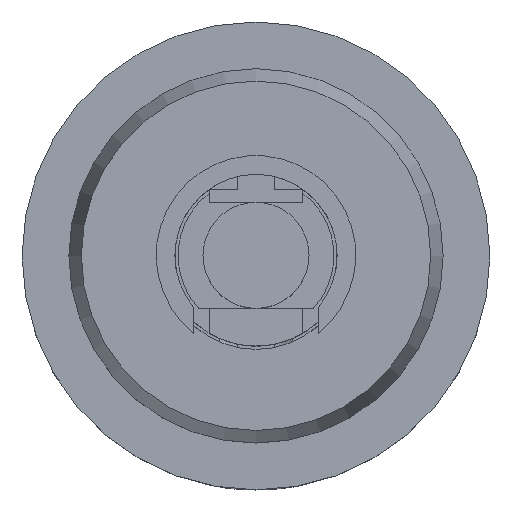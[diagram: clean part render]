
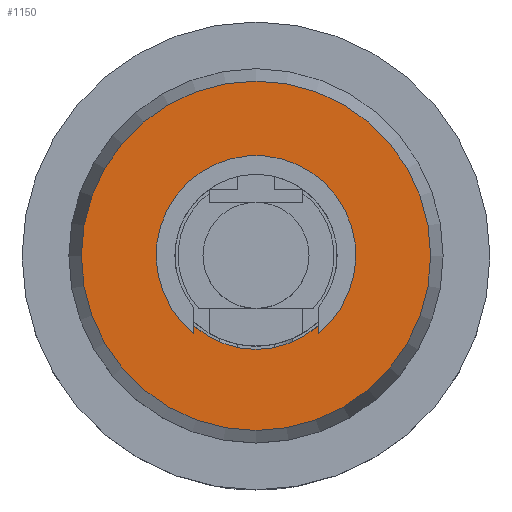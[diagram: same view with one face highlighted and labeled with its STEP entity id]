
A CAD part, top view. The second image highlights one B-rep face of the part: STEP entity #1150.
In plain terms, the highlighted planar face has unit normal (0, 0, 1).
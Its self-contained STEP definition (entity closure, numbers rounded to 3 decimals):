
#26=FACE_BOUND('',#231,.T.);
#103=CIRCLE('',#1274,28.);
#106=CIRCLE('',#1279,15.);
#167=FACE_OUTER_BOUND('',#230,.T.);
#230=EDGE_LOOP('',(#1006));
#231=EDGE_LOOP('',(#1007));
#545=VERTEX_POINT('',#1995);
#548=VERTEX_POINT('',#2005);
#699=EDGE_CURVE('',#545,#545,#103,.T.);
#704=EDGE_CURVE('',#548,#548,#106,.T.);
#1006=ORIENTED_EDGE('',*,*,#699,.F.);
#1007=ORIENTED_EDGE('',*,*,#704,.T.);
#1092=PLANE('',#1278);
#1150=ADVANCED_FACE('',(#167,#26),#1092,.T.);
#1274=AXIS2_PLACEMENT_3D('',#1996,#1569,#1570);
#1278=AXIS2_PLACEMENT_3D('',#2004,#1579,#1580);
#1279=AXIS2_PLACEMENT_3D('',#2006,#1581,#1582);
#1569=DIRECTION('center_axis',(0.,0.,-1.));
#1570=DIRECTION('ref_axis',(1.,0.,0.));
#1579=DIRECTION('center_axis',(0.,0.,1.));
#1580=DIRECTION('ref_axis',(1.,0.,0.));
#1581=DIRECTION('center_axis',(0.,0.,-1.));
#1582=DIRECTION('ref_axis',(-1.,0.,0.));
#1995=CARTESIAN_POINT('',(-28.,0.,26.));
#1996=CARTESIAN_POINT('Origin',(0.,0.,26.));
#2004=CARTESIAN_POINT('Origin',(0.,0.,26.));
#2005=CARTESIAN_POINT('',(15.,0.,26.));
#2006=CARTESIAN_POINT('Origin',(0.,0.,26.));
